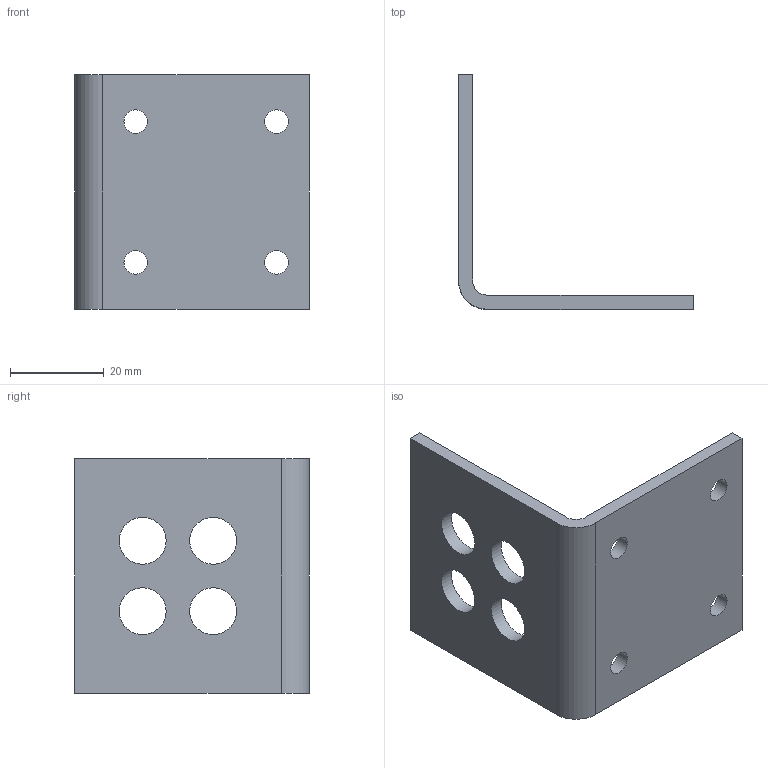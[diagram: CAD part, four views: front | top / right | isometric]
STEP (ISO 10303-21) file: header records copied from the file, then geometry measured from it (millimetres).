
FILE_DESCRIPTION( ( 'STEP AP214' ), ' ' );
FILE_NAME( 'L_Bracket_-_50-3-50_2_10_15-50_2_5_30.stp', '2017-03-30T05:05:00', ( '' ), ( '' ), ' ', 'PARTsolutions', ' ' );
FILE_SCHEMA( ( 'AUTOMOTIVE_DESIGN { 1 0 10303 214 1 1 1 1 }' ) );
Length unit declared in the file: millimetre
Products named in the file (1): _L Bracket - 50-3-50/2/10/15-50/2/5/30
Bounding box: 50 x 50 x 50 mm (x, y, z)
Volume: 13082.2 mm3; surface area: 10157.4 mm2
Topology: 1 solids, 1 shells, 18 faces, 48 edges, 32 vertices
Faces by surface type: cylinder 10, plane 8
Full cylindrical faces by diameter (mm): 5 x4, 10 x4
Entity records: 724 total; most frequent: DIRECTION 98, CARTESIAN_POINT 91, ORIENTED_EDGE 80, EDGE_LOOP 42, EDGE_CURVE 40, AXIS2_PLACEMENT_3D 39, VERTEX_POINT 32, FACE_OUTER_BOUND 26
